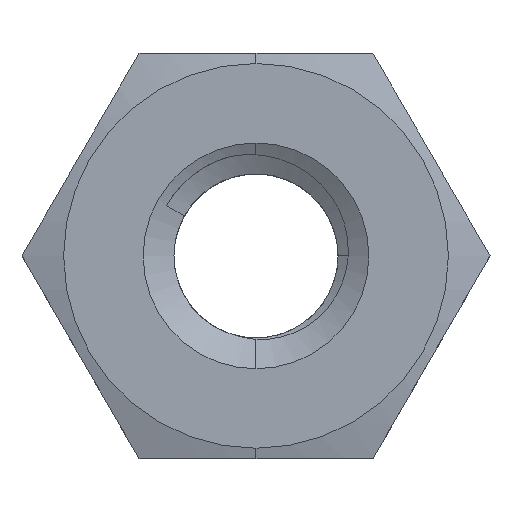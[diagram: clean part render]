
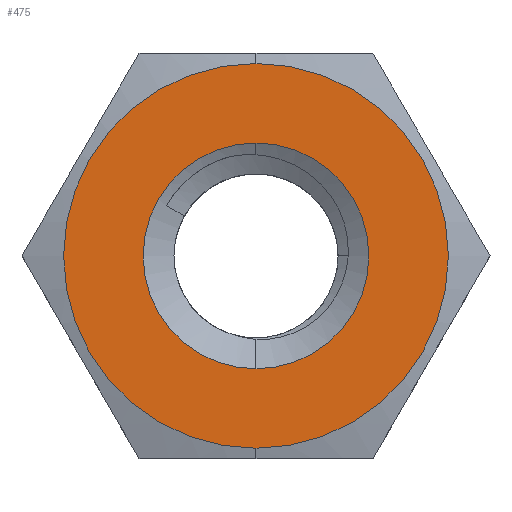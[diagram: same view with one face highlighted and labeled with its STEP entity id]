
A CAD part, top view. The second image highlights one B-rep face of the part: STEP entity #475.
In plain terms, the highlighted planar face has unit normal (0, 0, 1).
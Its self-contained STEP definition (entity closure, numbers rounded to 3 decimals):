
#75 = DIRECTION ( 'NONE',  ( 1., 0., 0. ) ) ;
#102 = CARTESIAN_POINT ( 'NONE',  ( 0., 0., 1.4 ) ) ;
#134 = VERTEX_POINT ( 'NONE', #1877 ) ;
#251 = VERTEX_POINT ( 'NONE', #1390 ) ;
#396 = AXIS2_PLACEMENT_3D ( 'NONE', #412, #984, #1459 ) ;
#412 = CARTESIAN_POINT ( 'NONE',  ( 0., 0., 1.4 ) ) ;
#419 = DIRECTION ( 'NONE',  ( 0., -1., 0. ) ) ;
#475 = ADVANCED_FACE ( 'NONE', ( #1578, #797 ), #1427, .T. ) ;
#491 = AXIS2_PLACEMENT_3D ( 'NONE', #102, #1144, #1759 ) ;
#522 = ORIENTED_EDGE ( 'NONE', *, *, #1710, .F. ) ;
#525 = EDGE_CURVE ( 'NONE', #1426, #134, #1349, .T. ) ;
#594 = DIRECTION ( 'NONE',  ( 0., 0., -1. ) ) ;
#652 = CIRCLE ( 'NONE', #941, 1.875 ) ;
#710 = EDGE_CURVE ( 'NONE', #1767, #251, #1821, .T. ) ;
#797 = FACE_OUTER_BOUND ( 'NONE', #1813, .T. ) ;
#870 = ORIENTED_EDGE ( 'NONE', *, *, #953, .T. ) ;
#933 = CARTESIAN_POINT ( 'NONE',  ( 0., -1.875, 1.4 ) ) ;
#937 = CARTESIAN_POINT ( 'NONE',  ( 0., 1.1, 1.4 ) ) ;
#941 = AXIS2_PLACEMENT_3D ( 'NONE', #1495, #1650, #1678 ) ;
#953 = EDGE_CURVE ( 'NONE', #134, #1426, #1893, .T. ) ;
#984 = DIRECTION ( 'NONE',  ( 0., 0., -1. ) ) ;
#1144 = DIRECTION ( 'NONE',  ( 0., 0., -1. ) ) ;
#1187 = CARTESIAN_POINT ( 'NONE',  ( 0., 0., 1.4 ) ) ;
#1238 = EDGE_LOOP ( 'NONE', ( #870, #1357 ) ) ;
#1269 = DIRECTION ( 'NONE',  ( 0., 0., 1. ) ) ;
#1349 = CIRCLE ( 'NONE', #491, 1.1 ) ;
#1357 = ORIENTED_EDGE ( 'NONE', *, *, #525, .T. ) ;
#1390 = CARTESIAN_POINT ( 'NONE',  ( 0., 1.875, 1.4 ) ) ;
#1426 = VERTEX_POINT ( 'NONE', #937 ) ;
#1427 = PLANE ( 'NONE',  #1727 ) ;
#1459 = DIRECTION ( 'NONE',  ( 0., 1., 0. ) ) ;
#1495 = CARTESIAN_POINT ( 'NONE',  ( 0., 0., 1.4 ) ) ;
#1578 = FACE_BOUND ( 'NONE', #1238, .T. ) ;
#1650 = DIRECTION ( 'NONE',  ( 0., 0., -1. ) ) ;
#1678 = DIRECTION ( 'NONE',  ( 0., 1., 0. ) ) ;
#1710 = EDGE_CURVE ( 'NONE', #251, #1767, #652, .T. ) ;
#1727 = AXIS2_PLACEMENT_3D ( 'NONE', #1861, #1269, #75 ) ;
#1759 = DIRECTION ( 'NONE',  ( 0., -1., 0. ) ) ;
#1763 = AXIS2_PLACEMENT_3D ( 'NONE', #1187, #594, #419 ) ;
#1767 = VERTEX_POINT ( 'NONE', #933 ) ;
#1813 = EDGE_LOOP ( 'NONE', ( #522, #1968 ) ) ;
#1821 = CIRCLE ( 'NONE', #396, 1.875 ) ;
#1861 = CARTESIAN_POINT ( 'NONE',  ( 0., 0., 1.4 ) ) ;
#1877 = CARTESIAN_POINT ( 'NONE',  ( 0., -1.1, 1.4 ) ) ;
#1893 = CIRCLE ( 'NONE', #1763, 1.1 ) ;
#1968 = ORIENTED_EDGE ( 'NONE', *, *, #710, .F. ) ;
